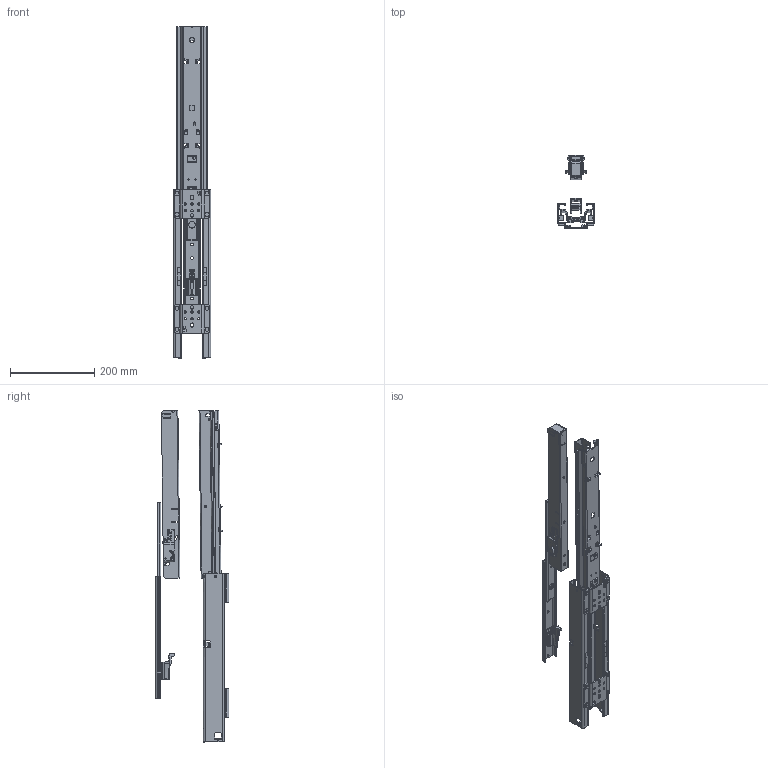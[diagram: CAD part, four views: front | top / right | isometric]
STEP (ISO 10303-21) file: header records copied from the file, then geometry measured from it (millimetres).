
FILE_DESCRIPTION (( 'STEP AP214' ), '1' );
FILE_NAME ('FR_775_A.0400mm_16inch_ECD_open.STEP', '2022-11-16T07:15:57', ( '' ), ( '' ), 'SwSTEP 2.0', 'SolidWorks 2020', '' );
FILE_SCHEMA (( 'AUTOMOTIVE_DESIGN' ));
Length unit declared in the file: millimetre
Products named in the file (22): 775A.XXX-R3.0000_NL 400 ausgefahren; 719.XXX-01.L406_NL  300 ohne Zentrierlappen; FR_775_A.0400mm_16inch_ECD_open; 450.085-01.173; 7075.XXX-01.S172.re_NL 400; 775.XXX-04.0000_NL  400; AV-005.re; 775.XXX-R3.S244_NL 400; 775.XXX-07.S233_NL  400; 719.XXX-02.L406_NL  300; AV-005.li; 775A.XXX-07.0000_NL  400 ausgefahren Stellung 1; 719.XXX-GA.L406_NL  300 ausgefahren; AG-043; 7075.XXX-01.S172_NL 400; 01-anschlag.L406_standard; 775.XXX-R1.0000_NL 400; AT-048; E31-035_E31-035 vernietet Mat. 2,0mm
Assembly tree (23 placements, depth 4):
  FR_775_A.0400mm_16inch_ECD_open
    775.XXX-R1.0000_NL 400
      7075.XXX-01.S172_NL 400
        7075.XXX-01.S172_NL 400
      7075.XXX-01.S172.re_NL 400
        7075.XXX-01.S172.re_NL 400
      450.085-01.173  x2
    775A.XXX-R3.0000_NL 400 ausgefahren
      775.XXX-R3.S244_NL 400
    775.XXX-04.0000_NL  400
      775.XXX-04.0000_NL  400
      E31-035_E31-035 vernietet Mat. 2,0mm  x2
    719.XXX-GA.L406_NL  300 ausgefahren
      719.XXX-01.L406_NL  300 ohne Zentrierlappen
      01-anschlag.L406_standard
      719.XXX-02.L406_NL  300
      AT-048
    775A.XXX-07.0000_NL  400 ausgefahren Stellung 1
      775.XXX-07.S233_NL  400
      AG-043
      AV-005.re
      AV-005.li
Bounding box: 88.5 x 174.6 x 786.76 mm (x, y, z)
Volume: 498915.7 mm3; surface area: 477108.9 mm2
Topology: 16 solids, 16 shells, 3647 faces, 9187 edges, 5555 vertices
Faces by surface type: plane 1439, cylinder 1361, bspline 470, torus 169, sphere 126, cone 82
Entity records: 123342 total; most frequent: CARTESIAN_POINT 41689, ORIENTED_EDGE 17474, DIRECTION 15878, EDGE_CURVE 8737, AXIS2_PLACEMENT_3D 5522, VERTEX_POINT 5322, LINE 4834, VECTOR 4834
